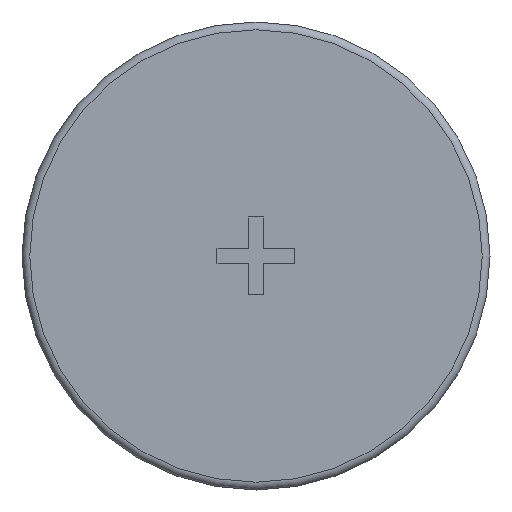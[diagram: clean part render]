
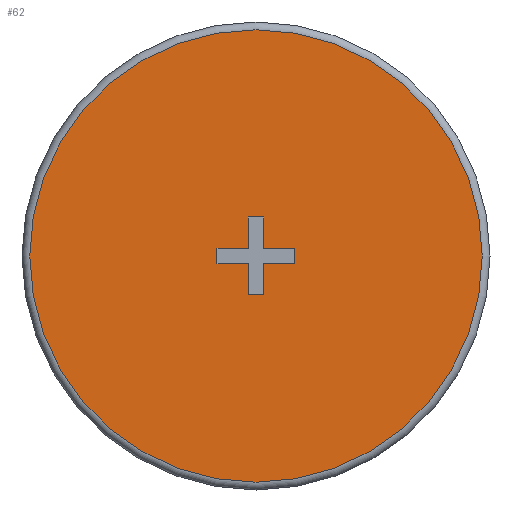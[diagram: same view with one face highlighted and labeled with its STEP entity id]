
A CAD part, front view. The second image highlights one B-rep face of the part: STEP entity #62.
In plain terms, the highlighted planar face has unit normal (0, -1, 0).
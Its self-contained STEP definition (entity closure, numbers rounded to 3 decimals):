
#62 = ADVANCED_FACE( '', ( #141, #142 ), #143, .F. );
#141 = FACE_BOUND( '', #240, .T. );
#142 = FACE_OUTER_BOUND( '', #241, .T. );
#143 = PLANE( '', #242 );
#240 = EDGE_LOOP( '', ( #355, #356, #357, #358, #359, #360, #361, #362, #363, #364, #365, #366 ) );
#241 = EDGE_LOOP( '', ( #367 ) );
#242 = AXIS2_PLACEMENT_3D( '', #368, #369, #370 );
#355 = ORIENTED_EDGE( '', *, *, #554, .T. );
#356 = ORIENTED_EDGE( '', *, *, #559, .F. );
#357 = ORIENTED_EDGE( '', *, *, #573, .T. );
#358 = ORIENTED_EDGE( '', *, *, #574, .T. );
#359 = ORIENTED_EDGE( '', *, *, #575, .T. );
#360 = ORIENTED_EDGE( '', *, *, #576, .T. );
#361 = ORIENTED_EDGE( '', *, *, #577, .T. );
#362 = ORIENTED_EDGE( '', *, *, #578, .T. );
#363 = ORIENTED_EDGE( '', *, *, #563, .T. );
#364 = ORIENTED_EDGE( '', *, *, #579, .T. );
#365 = ORIENTED_EDGE( '', *, *, #580, .T. );
#366 = ORIENTED_EDGE( '', *, *, #581, .T. );
#367 = ORIENTED_EDGE( '', *, *, #582, .T. );
#368 = CARTESIAN_POINT( '', ( 14.5, 0., 0. ) );
#369 = DIRECTION( '', ( 0., 1., 0. ) );
#370 = DIRECTION( '', ( 0., 0., 1. ) );
#554 = EDGE_CURVE( '', #645, #646, #647, .T. );
#559 = EDGE_CURVE( '', #654, #646, #655, .T. );
#563 = EDGE_CURVE( '', #660, #661, #662, .T. );
#573 = EDGE_CURVE( '', #654, #678, #679, .T. );
#574 = EDGE_CURVE( '', #678, #680, #681, .T. );
#575 = EDGE_CURVE( '', #680, #682, #683, .T. );
#576 = EDGE_CURVE( '', #682, #684, #685, .T. );
#577 = EDGE_CURVE( '', #684, #686, #687, .T. );
#578 = EDGE_CURVE( '', #686, #660, #688, .T. );
#579 = EDGE_CURVE( '', #661, #689, #690, .T. );
#580 = EDGE_CURVE( '', #689, #691, #692, .T. );
#581 = EDGE_CURVE( '', #691, #645, #693, .T. );
#582 = EDGE_CURVE( '', #694, #694, #695, .T. );
#645 = VERTEX_POINT( '', #777 );
#646 = VERTEX_POINT( '', #778 );
#647 = LINE( '', #779, #780 );
#654 = VERTEX_POINT( '', #790 );
#655 = LINE( '', #791, #792 );
#660 = VERTEX_POINT( '', #799 );
#661 = VERTEX_POINT( '', #800 );
#662 = LINE( '', #801, #802 );
#678 = VERTEX_POINT( '', #825 );
#679 = LINE( '', #826, #827 );
#680 = VERTEX_POINT( '', #828 );
#681 = LINE( '', #829, #830 );
#682 = VERTEX_POINT( '', #831 );
#683 = LINE( '', #832, #833 );
#684 = VERTEX_POINT( '', #834 );
#685 = LINE( '', #835, #836 );
#686 = VERTEX_POINT( '', #837 );
#687 = LINE( '', #838, #839 );
#688 = LINE( '', #840, #841 );
#689 = VERTEX_POINT( '', #842 );
#690 = LINE( '', #843, #844 );
#691 = VERTEX_POINT( '', #845 );
#692 = LINE( '', #846, #847 );
#693 = LINE( '', #848, #849 );
#694 = VERTEX_POINT( '', #850 );
#695 = CIRCLE( '', #851, 14.5 );
#777 = CARTESIAN_POINT( '', ( 0.5, 0., 0.5 ) );
#778 = CARTESIAN_POINT( '', ( 2.5, 0., 0.5 ) );
#779 = CARTESIAN_POINT( '', ( 0.5, 0., 0.5 ) );
#780 = VECTOR( '', #963, 1000. );
#790 = CARTESIAN_POINT( '', ( 2.5, 0., -0.5 ) );
#791 = CARTESIAN_POINT( '', ( 2.5, 0., 0. ) );
#792 = VECTOR( '', #967, 1000. );
#799 = CARTESIAN_POINT( '', ( -2.5, 0., 0.5 ) );
#800 = CARTESIAN_POINT( '', ( -0.5, 0., 0.5 ) );
#801 = CARTESIAN_POINT( '', ( -2.5, 0., 0.5 ) );
#802 = VECTOR( '', #970, 1000. );
#825 = CARTESIAN_POINT( '', ( 0.5, 0., -0.5 ) );
#826 = CARTESIAN_POINT( '', ( 2.5, 0., -0.5 ) );
#827 = VECTOR( '', #978, 1000. );
#828 = CARTESIAN_POINT( '', ( 0.5, 0., -2.5 ) );
#829 = CARTESIAN_POINT( '', ( 0.5, 0., -0.5 ) );
#830 = VECTOR( '', #979, 1000. );
#831 = CARTESIAN_POINT( '', ( -0.5, 0., -2.5 ) );
#832 = CARTESIAN_POINT( '', ( 0.5, 0., -2.5 ) );
#833 = VECTOR( '', #980, 1000. );
#834 = CARTESIAN_POINT( '', ( -0.5, 0., -0.5 ) );
#835 = CARTESIAN_POINT( '', ( -0.5, 0., -2.5 ) );
#836 = VECTOR( '', #981, 1000. );
#837 = CARTESIAN_POINT( '', ( -2.5, 0., -0.5 ) );
#838 = CARTESIAN_POINT( '', ( -0.5, 0., -0.5 ) );
#839 = VECTOR( '', #982, 1000. );
#840 = CARTESIAN_POINT( '', ( -2.5, 0., -0.5 ) );
#841 = VECTOR( '', #983, 1000. );
#842 = CARTESIAN_POINT( '', ( -0.5, 0., 2.5 ) );
#843 = CARTESIAN_POINT( '', ( -0.5, 0., 0.5 ) );
#844 = VECTOR( '', #984, 1000. );
#845 = CARTESIAN_POINT( '', ( 0.5, 0., 2.5 ) );
#846 = CARTESIAN_POINT( '', ( -0.5, 0., 2.5 ) );
#847 = VECTOR( '', #985, 1000. );
#848 = CARTESIAN_POINT( '', ( 0.5, 0., 2.5 ) );
#849 = VECTOR( '', #986, 1000. );
#850 = CARTESIAN_POINT( '', ( 0., 0., -14.5 ) );
#851 = AXIS2_PLACEMENT_3D( '', #987, #988, #989 );
#963 = DIRECTION( '', ( 1., 0., 0. ) );
#967 = DIRECTION( '', ( 0., 0., 1. ) );
#970 = DIRECTION( '', ( 1., 0., 0. ) );
#978 = DIRECTION( '', ( -1., 0., 0. ) );
#979 = DIRECTION( '', ( 0., 0., -1. ) );
#980 = DIRECTION( '', ( -1., 0., 0. ) );
#981 = DIRECTION( '', ( 0., 0., 1. ) );
#982 = DIRECTION( '', ( -1., 0., 0. ) );
#983 = DIRECTION( '', ( 0., 0., 1. ) );
#984 = DIRECTION( '', ( 0., 0., 1. ) );
#985 = DIRECTION( '', ( 1., 0., 0. ) );
#986 = DIRECTION( '', ( 0., 0., -1. ) );
#987 = CARTESIAN_POINT( '', ( 0., 0., 0. ) );
#988 = DIRECTION( '', ( 0., -1., 0. ) );
#989 = DIRECTION( '', ( 0., 0., -1. ) );
